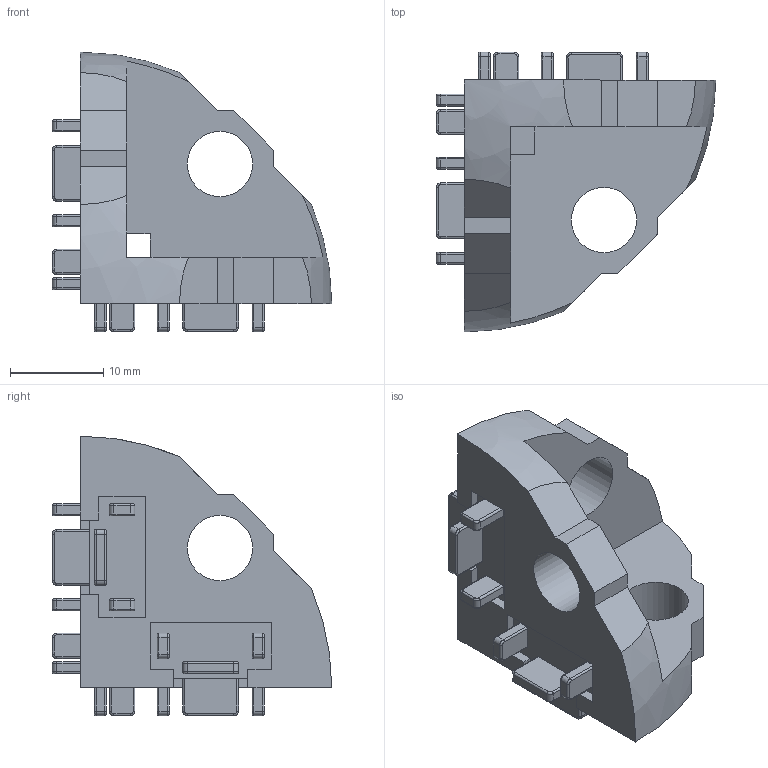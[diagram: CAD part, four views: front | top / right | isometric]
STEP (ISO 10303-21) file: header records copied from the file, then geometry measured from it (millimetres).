
FILE_DESCRIPTION((''),'2;1');
FILE_NAME('AR3353.stp','2021-08-06T15:18:46',('arma01'),(''),'Autodesk Inventor 2013','Autodesk Inventor 2013','');
FILE_SCHEMA(('AUTOMOTIVE_DESIGN { 1 0 10303 214 1 1 1 1 }'));
Length unit declared in the file: millimetre
Products named in the file (1): AR3353
Bounding box: 30 x 30 x 30 mm (x, y, z)
Volume: 5498.6 mm3; surface area: 4195.1 mm2
Topology: 1 solids, 1 shells, 377 faces, 934 edges, 574 vertices
Faces by surface type: plane 155, cylinder 147, torus 72, sphere 3
Full cylindrical faces by diameter (mm): 7 x3
Entity records: 11146 total; most frequent: DIRECTION 2070, CARTESIAN_POINT 1882, ORIENTED_EDGE 1860, EDGE_CURVE 930, AXIS2_PLACEMENT_3D 762, VERTEX_POINT 574, VECTOR 546, LINE 546
